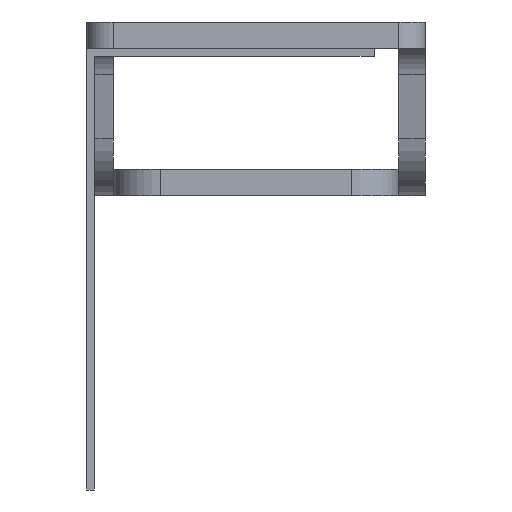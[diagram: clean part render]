
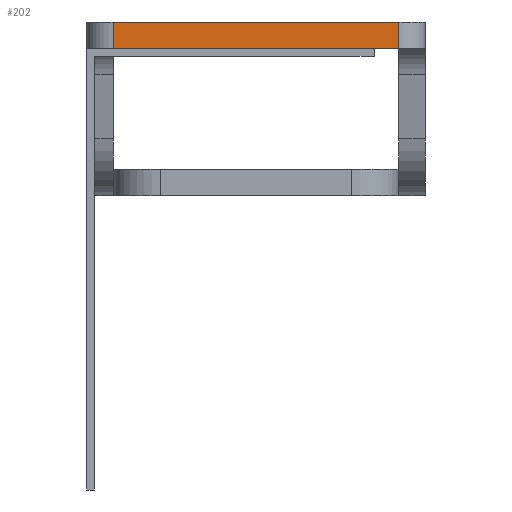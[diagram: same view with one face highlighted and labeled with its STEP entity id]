
A CAD part, left-side view. The second image highlights one B-rep face of the part: STEP entity #202.
In plain terms, the highlighted planar face has unit normal (-1, 0, 0).
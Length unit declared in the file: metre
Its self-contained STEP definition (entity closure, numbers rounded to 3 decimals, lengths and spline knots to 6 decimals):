
#202 = ADVANCED_FACE( '', ( #441 ), #442, .F. );
#441 = FACE_OUTER_BOUND( '', #907, .T. );
#442 = PLANE( '', #908 );
#907 = EDGE_LOOP( '', ( #1598, #1599, #1600, #1601 ) );
#908 = AXIS2_PLACEMENT_3D( '', #1602, #1603, #1604 );
#1598 = ORIENTED_EDGE( '', *, *, #2863, .F. );
#1599 = ORIENTED_EDGE( '', *, *, #3039, .T. );
#1600 = ORIENTED_EDGE( '', *, *, #2991, .T. );
#1601 = ORIENTED_EDGE( '', *, *, #3040, .T. );
#1602 = CARTESIAN_POINT( '', ( -0.41, 0., 0.018 ) );
#1603 = DIRECTION( '', ( 1., 0., 0. ) );
#1604 = DIRECTION( '', ( 0., 0., -1. ) );
#2863 = EDGE_CURVE( '', #3380, #3382, #3383, .T. );
#2991 = EDGE_CURVE( '', #3632, #3630, #3633, .T. );
#3039 = EDGE_CURVE( '', #3380, #3632, #3725, .T. );
#3040 = EDGE_CURVE( '', #3630, #3382, #3726, .F. );
#3380 = VERTEX_POINT( '', #4238 );
#3382 = VERTEX_POINT( '', #4240 );
#3383 = LINE( '', #4241, #4242 );
#3630 = VERTEX_POINT( '', #4555 );
#3632 = VERTEX_POINT( '', #4557 );
#3633 = LINE( '', #4558, #4559 );
#3725 = LINE( '', #4675, #4676 );
#3726 = LINE( '', #4677, #4678 );
#4238 = CARTESIAN_POINT( '', ( -0.41, 0.097, 0.018 ) );
#4240 = CARTESIAN_POINT( '', ( -0.41, -0.097, 0.018 ) );
#4241 = CARTESIAN_POINT( '', ( -0.41, 0., 0.018 ) );
#4242 = VECTOR( '', #5319, 1. );
#4555 = CARTESIAN_POINT( '', ( -0.41, -0.097, 0. ) );
#4557 = CARTESIAN_POINT( '', ( -0.41, 0.097, 0. ) );
#4558 = CARTESIAN_POINT( '', ( -0.41, 0., 0. ) );
#4559 = VECTOR( '', #5569, 1. );
#4675 = CARTESIAN_POINT( '', ( -0.41, 0.097, 0.018 ) );
#4676 = VECTOR( '', #5663, 1. );
#4677 = CARTESIAN_POINT( '', ( -0.41, -0.097, 0.018 ) );
#4678 = VECTOR( '', #5664, 1. );
#5319 = DIRECTION( '', ( 0., -1., 0. ) );
#5569 = DIRECTION( '', ( 0., -1., 0. ) );
#5663 = DIRECTION( '', ( 0., 0., -1. ) );
#5664 = DIRECTION( '', ( 0., 0., -1. ) );
